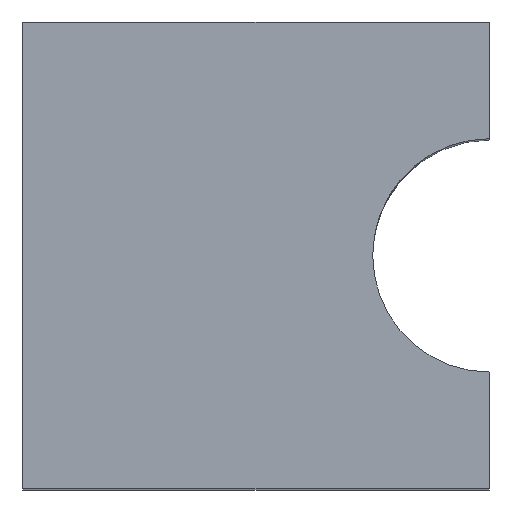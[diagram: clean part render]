
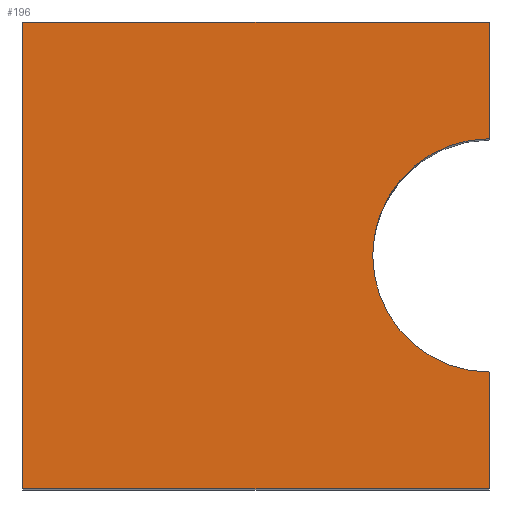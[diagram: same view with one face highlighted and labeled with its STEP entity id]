
A CAD part, top view. The second image highlights one B-rep face of the part: STEP entity #196.
In plain terms, the highlighted planar face has unit normal (0, 0, 1).
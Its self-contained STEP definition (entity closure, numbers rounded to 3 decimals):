
#48=DIRECTION('',(0.,-1.,0.));
#49=VECTOR('',#48,7.5);
#50=CARTESIAN_POINT('',(15.,-7.5,60.));
#51=LINE('',#50,#49);
#52=DIRECTION('',(-1.,0.,0.));
#53=VECTOR('',#52,30.);
#54=CARTESIAN_POINT('',(15.,-15.,60.));
#55=LINE('',#54,#53);
#56=DIRECTION('',(0.,1.,0.));
#57=VECTOR('',#56,30.);
#58=CARTESIAN_POINT('',(-15.,-15.,60.));
#59=LINE('',#58,#57);
#60=DIRECTION('',(1.,0.,0.));
#61=VECTOR('',#60,30.);
#62=CARTESIAN_POINT('',(-15.,15.,60.));
#63=LINE('',#62,#61);
#64=DIRECTION('',(0.,-1.,0.));
#65=VECTOR('',#64,7.5);
#66=CARTESIAN_POINT('',(15.,15.,60.));
#67=LINE('',#66,#65);
#86=CARTESIAN_POINT('',(15.,0.,60.));
#87=DIRECTION('',(0.,0.,-1.));
#88=DIRECTION('',(0.,-1.,0.));
#89=AXIS2_PLACEMENT_3D('',#86,#87,#88);
#151=CARTESIAN_POINT('',(-15.,-15.,60.));
#152=CARTESIAN_POINT('',(-15.,15.,60.));
#153=VERTEX_POINT('',#151);
#154=VERTEX_POINT('',#152);
#155=CARTESIAN_POINT('',(15.,15.,60.));
#156=VERTEX_POINT('',#155);
#157=CARTESIAN_POINT('',(15.,-15.,60.));
#158=VERTEX_POINT('',#157);
#170=CARTESIAN_POINT('',(15.,7.5,60.));
#172=VERTEX_POINT('',#170);
#174=CARTESIAN_POINT('',(15.,-7.5,60.));
#176=VERTEX_POINT('',#174);
#177=CARTESIAN_POINT('',(0.,0.,60.));
#178=DIRECTION('',(0.,0.,1.));
#179=DIRECTION('',(1.,0.,0.));
#180=AXIS2_PLACEMENT_3D('',#177,#178,#179);
#181=PLANE('',#180);
#183=ORIENTED_EDGE('',*,*,#182,.F.);
#185=ORIENTED_EDGE('',*,*,#184,.T.);
#187=ORIENTED_EDGE('',*,*,#186,.T.);
#189=ORIENTED_EDGE('',*,*,#188,.T.);
#191=ORIENTED_EDGE('',*,*,#190,.T.);
#193=ORIENTED_EDGE('',*,*,#192,.T.);
#194=EDGE_LOOP('',(#183,#185,#187,#189,#191,#193));
#195=FACE_OUTER_BOUND('',#194,.F.);
#90=CIRCLE('',#89,7.5);
#182=EDGE_CURVE('',#176,#172,#90,.T.);
#184=EDGE_CURVE('',#176,#158,#51,.T.);
#186=EDGE_CURVE('',#158,#153,#55,.T.);
#188=EDGE_CURVE('',#153,#154,#59,.T.);
#190=EDGE_CURVE('',#154,#156,#63,.T.);
#192=EDGE_CURVE('',#156,#172,#67,.T.);
#196=ADVANCED_FACE('',(#195),#181,.T.);
